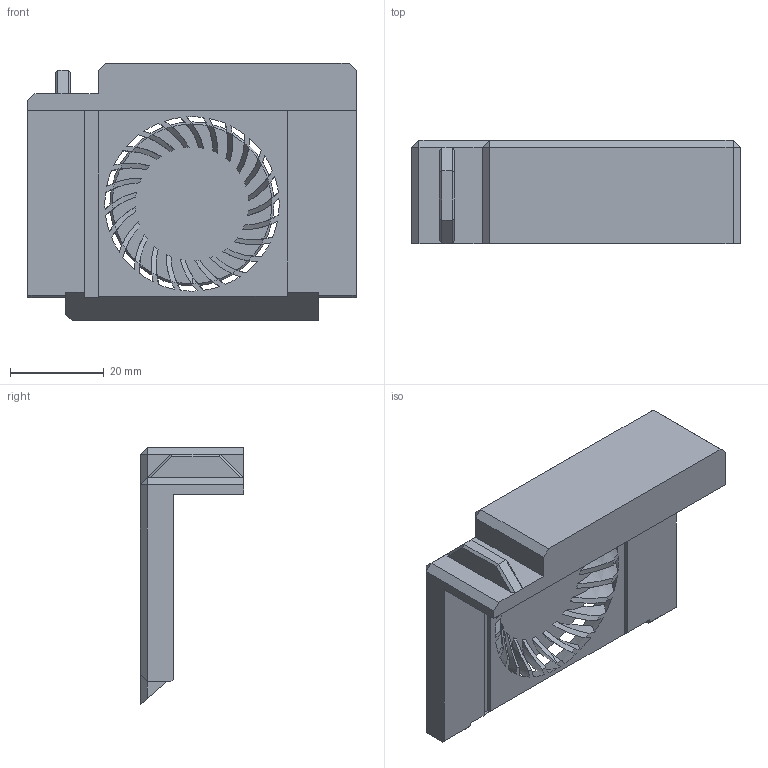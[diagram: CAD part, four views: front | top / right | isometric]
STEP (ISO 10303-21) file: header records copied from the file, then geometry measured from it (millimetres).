
FILE_DESCRIPTION (( 'STEP AP214' ), '1' );
FILE_NAME ('ZeroFilter_VoronV0_Lid.STEP', '2022-09-09T04:28:19', ( '' ), ( '' ), 'SwSTEP 2.0', 'SolidWorks 2022', '' );
FILE_SCHEMA (( 'AUTOMOTIVE_DESIGN' ));
Length unit declared in the file: millimetre
Products named in the file (1): ZeroFilter_VoronV0_Lid
Bounding box: 70 x 22 x 54.91 mm (x, y, z)
Volume: 24753.4 mm3; surface area: 13191.8 mm2
Topology: 1 solids, 1 shells, 204 faces, 661 edges, 411 vertices
Faces by surface type: cylinder 83, cone 63, plane 58
Entity records: 7820 total; most frequent: CARTESIAN_POINT 1913, ORIENTED_EDGE 1314, DIRECTION 1208, EDGE_CURVE 657, AXIS2_PLACEMENT_3D 498, VERTEX_POINT 411, CIRCLE 293, VECTOR 212
